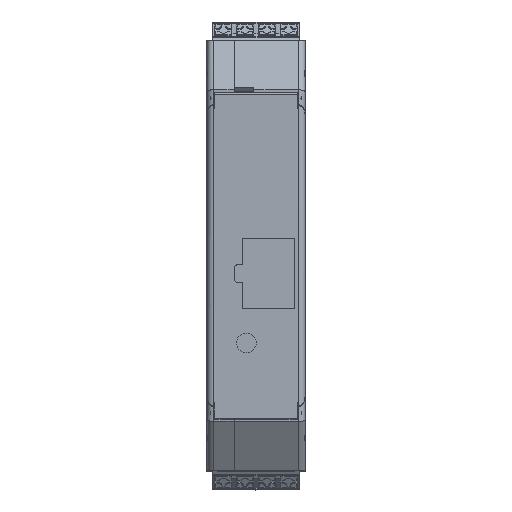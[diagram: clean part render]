
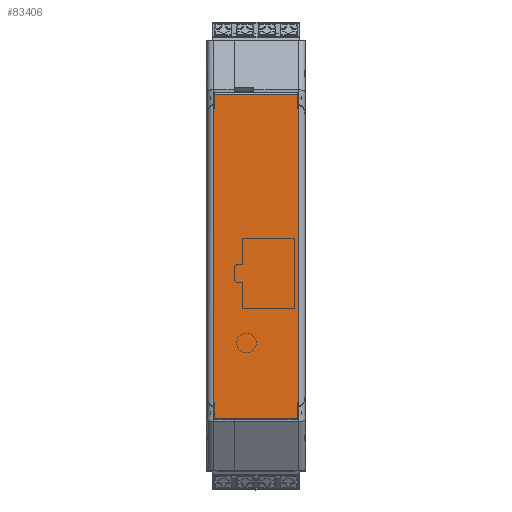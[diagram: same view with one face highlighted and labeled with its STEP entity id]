
A CAD part, top view. The second image highlights one B-rep face of the part: STEP entity #83406.
In plain terms, the highlighted face is planar.
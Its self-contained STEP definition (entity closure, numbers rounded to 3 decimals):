
#5414=VERTEX_POINT('',#118075);
#5415=VERTEX_POINT('',#118077);
#5433=VERTEX_POINT('',#118118);
#5439=VERTEX_POINT('',#118130);
#5446=VERTEX_POINT('',#118159);
#5448=VERTEX_POINT('',#118165);
#5454=VERTEX_POINT('',#118180);
#5455=VERTEX_POINT('',#118181);
#5456=VERTEX_POINT('',#118183);
#5457=VERTEX_POINT('',#118185);
#5458=VERTEX_POINT('',#118187);
#5459=VERTEX_POINT('',#118189);
#14315=VECTOR('',#96768,1.);
#14334=VECTOR('',#96804,1.);
#14345=VECTOR('',#96832,1.);
#14347=VECTOR('',#96838,1.);
#14352=VECTOR('',#96849,1.);
#14353=VECTOR('',#96850,1.);
#14354=VECTOR('',#96851,1.);
#14355=VECTOR('',#96852,1.);
#14356=VECTOR('',#96853,1.);
#14357=VECTOR('',#96854,1.);
#14358=VECTOR('',#96855,1.);
#14359=VECTOR('',#96856,1.);
#25150=LINE('',#118076,#14315);
#25169=LINE('',#118131,#14334);
#25180=LINE('',#118158,#14345);
#25182=LINE('',#118164,#14347);
#25187=LINE('',#118179,#14352);
#25188=LINE('',#118182,#14353);
#25189=LINE('',#118184,#14354);
#25190=LINE('',#118186,#14355);
#25191=LINE('',#118188,#14356);
#25192=LINE('',#118190,#14357);
#25193=LINE('',#118191,#14358);
#25194=LINE('',#118192,#14359);
#36195=EDGE_CURVE('',#5415,#5414,#25150,.T.);
#36220=EDGE_CURVE('',#5439,#5433,#25169,.T.);
#36234=EDGE_CURVE('',#5446,#5433,#25180,.T.);
#36237=EDGE_CURVE('',#5448,#5415,#25182,.T.);
#36244=EDGE_CURVE('',#5454,#5455,#25187,.T.);
#36245=EDGE_CURVE('',#5456,#5455,#25188,.T.);
#36246=EDGE_CURVE('',#5456,#5457,#25189,.T.);
#36247=EDGE_CURVE('',#5458,#5457,#25190,.T.);
#36248=EDGE_CURVE('',#5458,#5459,#25191,.T.);
#36249=EDGE_CURVE('',#5446,#5459,#25192,.T.);
#36250=EDGE_CURVE('',#5439,#5448,#25193,.T.);
#36251=EDGE_CURVE('',#5414,#5454,#25194,.T.);
#51157=ORIENTED_EDGE('',*,*,#36244,.T.);
#51158=ORIENTED_EDGE('',*,*,#36245,.F.);
#51159=ORIENTED_EDGE('',*,*,#36246,.T.);
#51160=ORIENTED_EDGE('',*,*,#36247,.F.);
#51161=ORIENTED_EDGE('',*,*,#36248,.T.);
#51162=ORIENTED_EDGE('',*,*,#36249,.F.);
#51163=ORIENTED_EDGE('',*,*,#36234,.T.);
#51164=ORIENTED_EDGE('',*,*,#36220,.F.);
#51165=ORIENTED_EDGE('',*,*,#36250,.T.);
#51166=ORIENTED_EDGE('',*,*,#36237,.T.);
#51167=ORIENTED_EDGE('',*,*,#36195,.T.);
#51168=ORIENTED_EDGE('',*,*,#36251,.T.);
#73400=EDGE_LOOP('',(#51157,#51158,#51159,#51160,#51161,#51162,#51163,#51164,
#51165,#51166,#51167,#51168));
#78414=FACE_BOUND('',#73400,.T.);
#83406=ADVANCED_FACE('',(#78414),#141217,.T.);
#88293=AXIS2_PLACEMENT_3D('',#118178,#96848,$);
#96768=DIRECTION('',(0.,0.,-1.));
#96804=DIRECTION('',(-1.,0.,0.));
#96832=DIRECTION('',(0.,0.,1.));
#96838=DIRECTION('',(1.,0.,0.));
#96848=DIRECTION('',(0.,1.,0.));
#96849=DIRECTION('',(0.,0.,-1.));
#96850=DIRECTION('',(1.,0.,0.));
#96851=DIRECTION('',(0.,0.,-1.));
#96852=DIRECTION('',(1.,0.,0.));
#96853=DIRECTION('',(0.,0.,1.));
#96854=DIRECTION('',(1.,0.,0.));
#96855=DIRECTION('',(0.,0.,1.));
#96856=DIRECTION('',(1.,0.,0.));
#118075=CARTESIAN_POINT('',(34.6,114.5,7.15));
#118076=CARTESIAN_POINT('',(34.6,114.5,7.3));
#118077=CARTESIAN_POINT('',(34.6,114.5,7.3));
#118118=CARTESIAN_POINT('',(-37.2,114.5,7.15));
#118130=CARTESIAN_POINT('',(-34.6,114.5,7.15));
#118131=CARTESIAN_POINT('',(-34.6,114.5,7.15));
#118158=CARTESIAN_POINT('',(-37.2,114.5,-12.15));
#118159=CARTESIAN_POINT('',(-37.2,114.5,-12.15));
#118164=CARTESIAN_POINT('',(-34.6,114.5,7.3));
#118165=CARTESIAN_POINT('',(-34.6,114.5,7.3));
#118178=CARTESIAN_POINT('',(-37.2,114.5,-10.772));
#118179=CARTESIAN_POINT('',(37.5,114.5,7.15));
#118180=CARTESIAN_POINT('',(37.5,114.5,7.15));
#118181=CARTESIAN_POINT('',(37.5,114.5,-12.15));
#118182=CARTESIAN_POINT('',(34.6,114.5,-12.15));
#118183=CARTESIAN_POINT('',(34.6,114.5,-12.15));
#118184=CARTESIAN_POINT('',(34.6,114.5,-12.15));
#118185=CARTESIAN_POINT('',(34.6,114.5,-12.3));
#118186=CARTESIAN_POINT('',(-34.6,114.5,-12.3));
#118187=CARTESIAN_POINT('',(-34.6,114.5,-12.3));
#118188=CARTESIAN_POINT('',(-34.6,114.5,-12.3));
#118189=CARTESIAN_POINT('',(-34.6,114.5,-12.15));
#118190=CARTESIAN_POINT('',(-37.2,114.5,-12.15));
#118191=CARTESIAN_POINT('',(-34.6,114.5,7.15));
#118192=CARTESIAN_POINT('',(34.6,114.5,7.15));
#141217=PLANE('',#88293);
